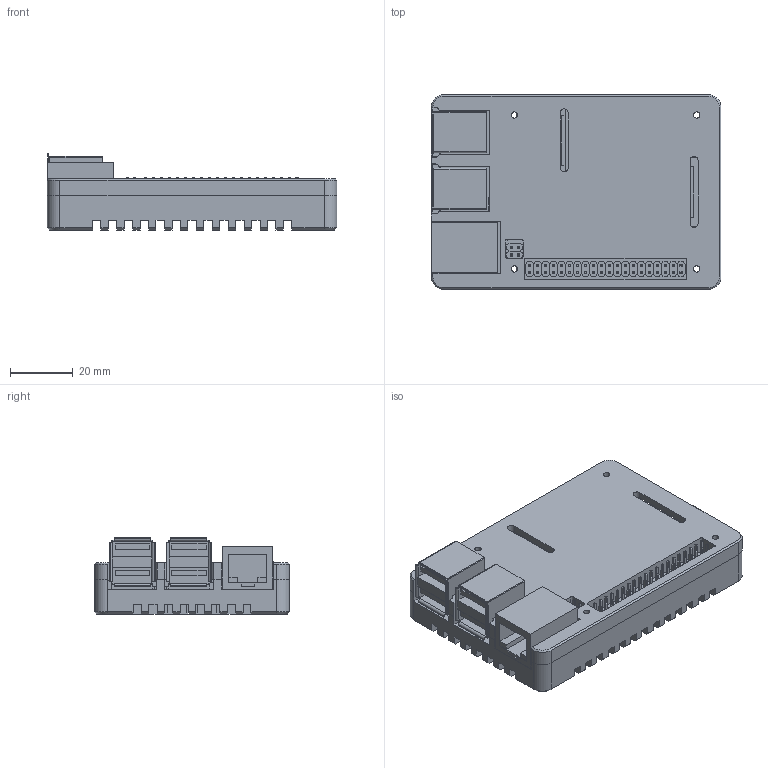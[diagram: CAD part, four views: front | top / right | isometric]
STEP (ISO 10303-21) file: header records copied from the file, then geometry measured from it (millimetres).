
FILE_DESCRIPTION(/* description */ (''),/* implementation_level */ '2;1');
FILE_NAME(/* name */ 'Case raspy v6.step',/* time_stamp */ '2023-09-23T00:39:25+02:00',/* author */ (''),/* organization */ (''),/* preprocessor_version */ 'ST-DEVELOPER v20',/* originating_system */ 'Autodesk Translation Framework v12.9.0.99',/* authorisation */ '');
FILE_SCHEMA (('AUTOMOTIVE_DESIGN { 1 0 10303 214 3 1 1 }'));
Products named in the file (15): Case raspy; Raspberry Pi 4 v2 v1; Raspberry Pi 4; pcb; frontChips; usb-c; hdmi; audio; ethernet; usb-b; pin; display; camera; sdcardSlot; sdcard
Assembly tree (14 placements, depth 4):
  Case raspy
    Raspberry Pi 4 v2 v1
      Raspberry Pi 4
        pcb
        frontChips
        usb-c
        hdmi
        audio
        ethernet
        usb-b
        pin
        display
        camera
        sdcardSlot
        sdcard
Bounding box: 92.3 x 62 x 24.2 mm (x, y, z)
Volume: 54987.7 mm3; surface area: 60587 mm2
Topology: 173 solids, 173 shells, 2412 faces, 5619 edges, 3649 vertices
Faces by surface type: plane 2075, cylinder 267, cone 58, bspline 8, sphere 4
Full cylindrical faces by diameter (mm): 0.6 x4, 0.65 x44, 1.2 x8, 2 x10, 2.5 x4, 3.3 x2, 3.6 x1, 5.6 x4, 5.75 x3, 6 x5
Entity records: 68238 total; most frequent: CARTESIAN_POINT 12069, ORIENTED_EDGE 11230, DIRECTION 11111, EDGE_CURVE 5615, LINE 4977, VECTOR 4977, VERTEX_POINT 3647, AXIS2_PLACEMENT_3D 3067
